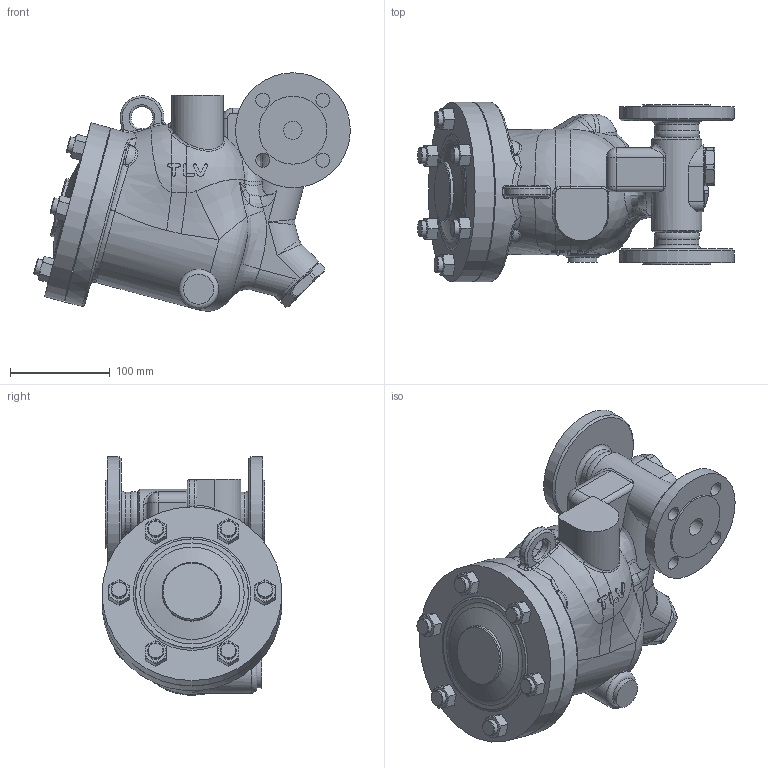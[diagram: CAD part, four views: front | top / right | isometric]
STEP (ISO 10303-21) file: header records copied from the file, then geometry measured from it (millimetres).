
FILE_DESCRIPTION((''),'2;1');
FILE_NAME('sh6nl-025-e0025-00.stp','2014-04-23T15:32:38',('nakaot'),(''),'Autodesk Inventor 2012','Autodesk Inventor 2012','');
FILE_SCHEMA(('AUTOMOTIVE_DESIGN { 1 0 10303 214 1 1 1 1 }'));
Length unit declared in the file: millimetre
Products named in the file (1): sh6nl-025-e0025-00
Bounding box: 316.92 x 180 x 238.65 mm (x, y, z)
Volume: 4622019.6 mm3; surface area: 287989.9 mm2
Topology: 1 solids, 3 shells, 423 faces, 1036 edges, 631 vertices
Faces by surface type: plane 136, cylinder 100, bspline 89, cone 64, torus 23, sphere 11
Full cylindrical faces by diameter (mm): 11.835 x6, 14 x4, 16 x12, 18.383 x2, 22 x1, 30 x1, 38 x1, 40 x1, 44 x2, 49.5 x1, 50 x1, 60 x1, 68 x2, 100 x1, 115 x2, 180 x2
Entity records: 15871 total; most frequent: CARTESIAN_POINT 7129, ORIENTED_EDGE 1866, DIRECTION 1625, EDGE_CURVE 933, AXIS2_PLACEMENT_3D 694, VERTEX_POINT 607, EDGE_LOOP 536, FACE_OUTER_BOUND 423
